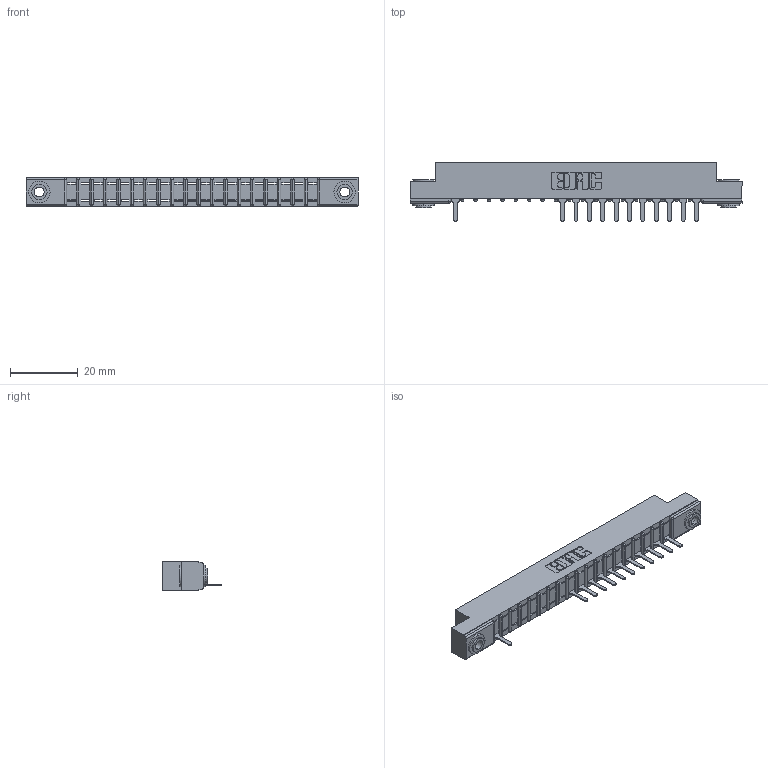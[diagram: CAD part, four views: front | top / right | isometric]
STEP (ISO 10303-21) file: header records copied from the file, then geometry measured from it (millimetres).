
FILE_DESCRIPTION (( 'STEP AP203' ), '1' );
FILE_NAME ('307-019-525-103.STEP', '2018-08-03T23:49:03', ( '' ), ( '' ), 'SwSTEP 2.0', 'SolidWorks 2016', '' );
FILE_SCHEMA (( 'CONFIG_CONTROL_DESIGN' ));
Length unit declared in the file: inch
Products named in the file (4): 307 Part_.156 Dia Mounting Holes; 307-290-001_525; 345-250-002_345-250-002-102; 307-019-525-103
Assembly tree (15 placements, depth 2):
  307-019-525-103
    307 Part_.156 Dia Mounting Holes
    307-290-001_525  x12
    345-250-002_345-250-002-102  x2
Bounding box: 98.3 x 17.42 x 8.71 mm (x, y, z)
Volume: 6104.1 mm3; surface area: 8920.7 mm2
Topology: 15 solids, 15 shells, 1002 faces, 2827 edges, 1810 vertices
Faces by surface type: plane 622, cylinder 332, sphere 40, cone 8
Entity records: 19933 total; most frequent: CARTESIAN_POINT 3358, ORIENTED_EDGE 3342, DIRECTION 3287, EDGE_CURVE 1671, VECTOR 1265, LINE 1265, VERTEX_POINT 1082, AXIS2_PLACEMENT_3D 1011
